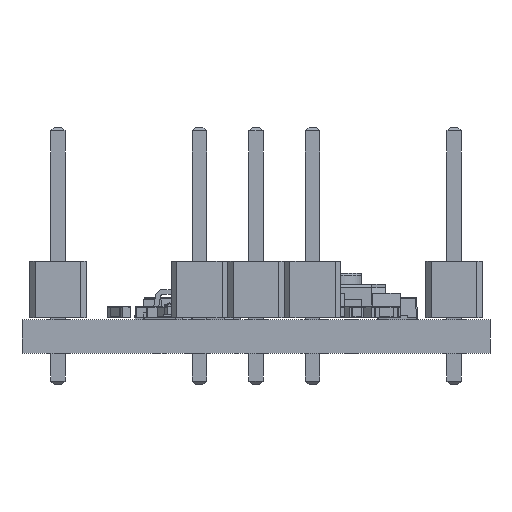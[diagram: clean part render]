
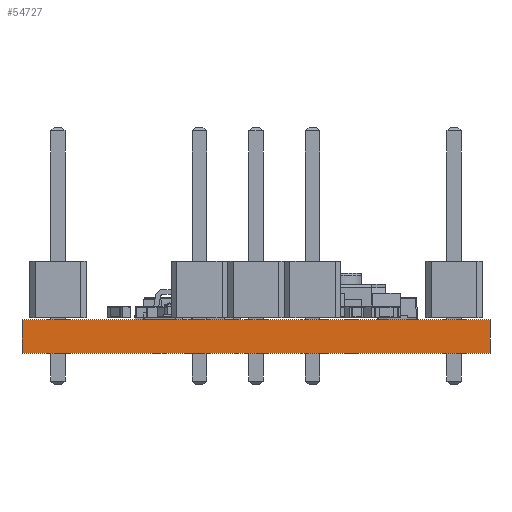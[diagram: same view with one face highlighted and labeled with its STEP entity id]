
A CAD part, front view. The second image highlights one B-rep face of the part: STEP entity #54727.
In plain terms, the highlighted planar face has unit normal (0, -1, 0).
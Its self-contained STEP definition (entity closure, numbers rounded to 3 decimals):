
#54727 = ADVANCED_FACE('',(#54728),#54762,.T.);
#54728 = FACE_BOUND('',#54729,.T.);
#54729 = EDGE_LOOP('',(#54730,#54740,#54748,#54756));
#54730 = ORIENTED_EDGE('',*,*,#54731,.T.);
#54731 = EDGE_CURVE('',#54732,#54734,#54736,.T.);
#54732 = VERTEX_POINT('',#54733);
#54733 = CARTESIAN_POINT('',(171.15,-97.75,0.));
#54734 = VERTEX_POINT('',#54735);
#54735 = CARTESIAN_POINT('',(171.15,-97.75,1.51));
#54736 = LINE('',#54737,#54738);
#54737 = CARTESIAN_POINT('',(171.15,-97.75,0.));
#54738 = VECTOR('',#54739,1.);
#54739 = DIRECTION('',(0.,0.,1.));
#54740 = ORIENTED_EDGE('',*,*,#54741,.T.);
#54741 = EDGE_CURVE('',#54734,#54742,#54744,.T.);
#54742 = VERTEX_POINT('',#54743);
#54743 = CARTESIAN_POINT('',(150.15,-97.75,1.51));
#54744 = LINE('',#54745,#54746);
#54745 = CARTESIAN_POINT('',(171.15,-97.75,1.51));
#54746 = VECTOR('',#54747,1.);
#54747 = DIRECTION('',(-1.,0.,0.));
#54748 = ORIENTED_EDGE('',*,*,#54749,.F.);
#54749 = EDGE_CURVE('',#54750,#54742,#54752,.T.);
#54750 = VERTEX_POINT('',#54751);
#54751 = CARTESIAN_POINT('',(150.15,-97.75,0.));
#54752 = LINE('',#54753,#54754);
#54753 = CARTESIAN_POINT('',(150.15,-97.75,0.));
#54754 = VECTOR('',#54755,1.);
#54755 = DIRECTION('',(0.,0.,1.));
#54756 = ORIENTED_EDGE('',*,*,#54757,.F.);
#54757 = EDGE_CURVE('',#54732,#54750,#54758,.T.);
#54758 = LINE('',#54759,#54760);
#54759 = CARTESIAN_POINT('',(171.15,-97.75,0.));
#54760 = VECTOR('',#54761,1.);
#54761 = DIRECTION('',(-1.,0.,0.));
#54762 = PLANE('',#54763);
#54763 = AXIS2_PLACEMENT_3D('',#54764,#54765,#54766);
#54764 = CARTESIAN_POINT('',(171.15,-97.75,0.));
#54765 = DIRECTION('',(0.,-1.,0.));
#54766 = DIRECTION('',(-1.,0.,0.));
